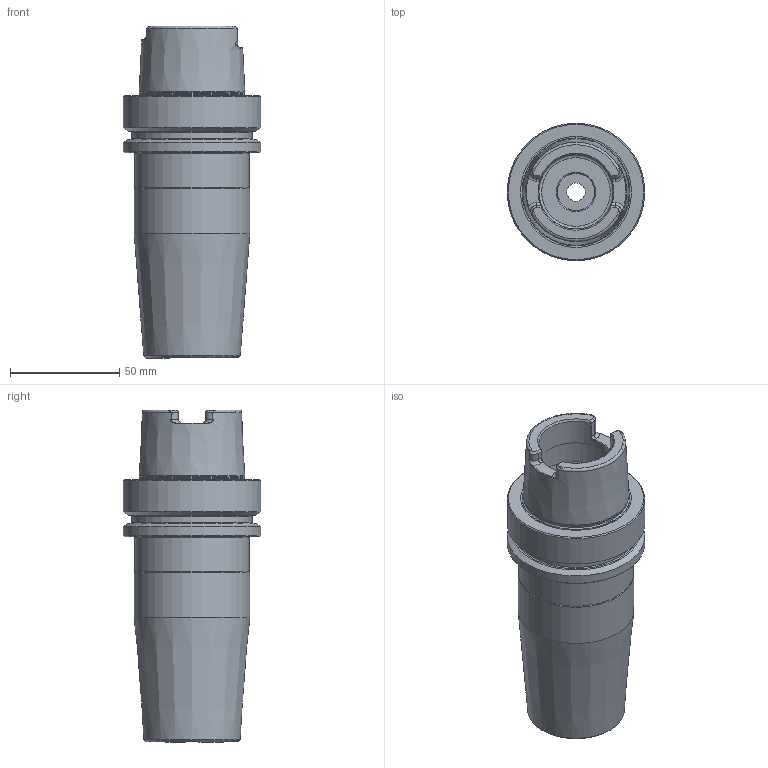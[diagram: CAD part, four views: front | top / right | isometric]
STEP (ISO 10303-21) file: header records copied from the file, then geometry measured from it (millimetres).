
FILE_DESCRIPTION(/* description */ (''),/* implementation_level */ '2;1');
FILE_NAME(/* name */ '1672294498366.stp',/* time_stamp */ '2022-12-29T11:45:10+05:00',/* author */ (''),/* organization */ ('SMS'),/* preprocessor_version */ 'ST-DEVELOPER v16.7',/* originating_system */ 'SIEMENS PLM Software NX 12.0',/* authorisation */ '');
FILE_SCHEMA (('AUTOMOTIVE_DESIGN { 1 0 10303 214 3 1 1 1 }'));
Length unit declared in the file: millimetre
Products named in the file (1): 204480216mod000_00
Bounding box: 63 x 63 x 152 mm (x, y, z)
Volume: 234793.8 mm3; surface area: 42450.8 mm2
Topology: 1 solids, 1 shells, 119 faces, 268 edges, 162 vertices
Faces by surface type: plane 32, cone 26, cylinder 25, bspline 20, torus 16
Full cylindrical faces by diameter (mm): 8.4 x1, 15 x1, 17 x1, 18.5 x1, 25.4 x1, 26 x1, 34 x2, 40 x1, 48.041 x1, 52.5 x1, 53 x1, 55 x1, 63 x2
Entity records: 4260 total; most frequent: CARTESIAN_POINT 1919, ORIENTED_EDGE 440, DIRECTION 434, EDGE_CURVE 220, AXIS2_PLACEMENT_3D 195, EDGE_LOOP 170, VERTEX_POINT 152, ADVANCED_FACE 119
